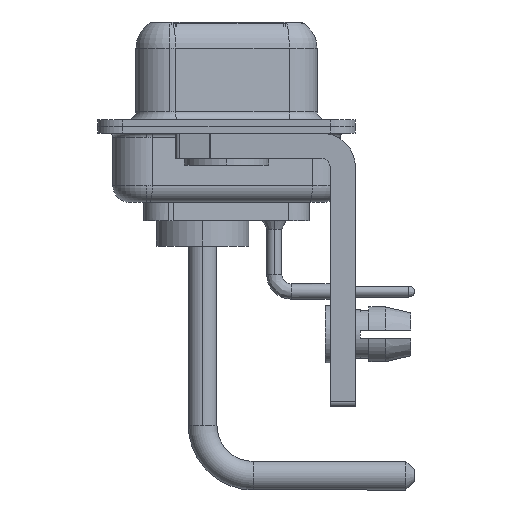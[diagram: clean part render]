
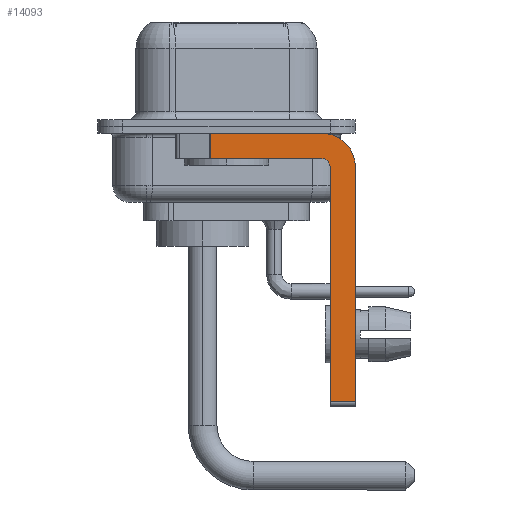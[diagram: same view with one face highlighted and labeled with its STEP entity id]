
A CAD part, left-side view. The second image highlights one B-rep face of the part: STEP entity #14093.
In plain terms, the highlighted planar face has unit normal (-1, 0, 0).
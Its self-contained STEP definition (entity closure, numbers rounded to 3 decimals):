
#473 = CARTESIAN_POINT ( 'NONE',  ( -2.9, -5.65, -2.4 ) ) ;
#778 = LINE ( 'NONE', #21086, #2461 ) ;
#797 = ORIENTED_EDGE ( 'NONE', *, *, #22120, .F. ) ;
#848 = VECTOR ( 'NONE', #11100, 1000. ) ;
#1859 = VECTOR ( 'NONE', #20946, 1000. ) ;
#2461 = VECTOR ( 'NONE', #8299, 1000. ) ;
#3458 = AXIS2_PLACEMENT_3D ( 'NONE', #473, #22439, #9908 ) ;
#4053 = VERTEX_POINT ( 'NONE', #7100 ) ;
#4233 = CARTESIAN_POINT ( 'NONE',  ( -2.9, -5.65, -1.9 ) ) ;
#4329 = EDGE_CURVE ( 'NONE', #6253, #6301, #20600, .T. ) ;
#4332 = VERTEX_POINT ( 'NONE', #19032 ) ;
#4445 = EDGE_CURVE ( 'NONE', #19933, #12766, #4818, .T. ) ;
#4818 = LINE ( 'NONE', #23203, #8360 ) ;
#4983 = ORIENTED_EDGE ( 'NONE', *, *, #4329, .F. ) ;
#5147 = EDGE_CURVE ( 'NONE', #12766, #18728, #13328, .T. ) ;
#6253 = VERTEX_POINT ( 'NONE', #18773 ) ;
#6301 = VERTEX_POINT ( 'NONE', #8377 ) ;
#6699 = ORIENTED_EDGE ( 'NONE', *, *, #4445, .F. ) ;
#6883 = CIRCLE ( 'NONE', #3458, 0.5 ) ;
#7100 = CARTESIAN_POINT ( 'NONE',  ( -2.9, -6.15, -16.35 ) ) ;
#7228 = AXIS2_PLACEMENT_3D ( 'NONE', #18835, #13330, #14891 ) ;
#7274 = ORIENTED_EDGE ( 'NONE', *, *, #5147, .F. ) ;
#7781 = ORIENTED_EDGE ( 'NONE', *, *, #12387, .F. ) ;
#8185 = PLANE ( 'NONE',  #18916 ) ;
#8299 = DIRECTION ( 'NONE',  ( 0., 0., 1. ) ) ;
#8360 = VECTOR ( 'NONE', #8873, 1000. ) ;
#8377 = CARTESIAN_POINT ( 'NONE',  ( -2.9, 0.978, -1.9 ) ) ;
#8873 = DIRECTION ( 'NONE',  ( 0., -1., 0. ) ) ;
#9427 = CARTESIAN_POINT ( 'NONE',  ( -2.9, -7.65, -2.4 ) ) ;
#9512 = LINE ( 'NONE', #16813, #9572 ) ;
#9572 = VECTOR ( 'NONE', #22172, 1000. ) ;
#9908 = DIRECTION ( 'NONE',  ( 0., 0., 1. ) ) ;
#10106 = CARTESIAN_POINT ( 'NONE',  ( -2.9, -5.65, -2.4 ) ) ;
#11085 = ORIENTED_EDGE ( 'NONE', *, *, #12347, .T. ) ;
#11100 = DIRECTION ( 'NONE',  ( 0., 0., -1. ) ) ;
#12347 = EDGE_CURVE ( 'NONE', #19933, #6301, #20962, .T. ) ;
#12387 = EDGE_CURVE ( 'NONE', #4053, #4332, #778, .T. ) ;
#12766 = VERTEX_POINT ( 'NONE', #13039 ) ;
#13039 = CARTESIAN_POINT ( 'NONE',  ( -2.9, -5.65, -0.4 ) ) ;
#13328 = CIRCLE ( 'NONE', #7228, 2. ) ;
#13330 = DIRECTION ( 'NONE',  ( 1., 0., 0. ) ) ;
#13667 = DIRECTION ( 'NONE',  ( 1., 0., 0. ) ) ;
#14093 = ADVANCED_FACE ( 'NONE', ( #15360 ), #8185, .F. ) ;
#14178 = VERTEX_POINT ( 'NONE', #21432 ) ;
#14568 = ORIENTED_EDGE ( 'NONE', *, *, #19775, .T. ) ;
#14687 = LINE ( 'NONE', #9427, #848 ) ;
#14891 = DIRECTION ( 'NONE',  ( 0., 0., -1. ) ) ;
#15037 = VECTOR ( 'NONE', #16695, 1000. ) ;
#15360 = FACE_OUTER_BOUND ( 'NONE', #17521, .T. ) ;
#16695 = DIRECTION ( 'NONE',  ( 0., 0., -1. ) ) ;
#16813 = CARTESIAN_POINT ( 'NONE',  ( -2.9, -5.65, -16.35 ) ) ;
#17136 = ORIENTED_EDGE ( 'NONE', *, *, #19287, .F. ) ;
#17496 = CARTESIAN_POINT ( 'NONE',  ( -2.9, 0.978, -1.9 ) ) ;
#17521 = EDGE_LOOP ( 'NONE', ( #6699, #11085, #4983, #17136, #7781, #14568, #797, #7274 ) ) ;
#17745 = CARTESIAN_POINT ( 'NONE',  ( -2.9, -7.65, -2.4 ) ) ;
#18728 = VERTEX_POINT ( 'NONE', #17745 ) ;
#18773 = CARTESIAN_POINT ( 'NONE',  ( -2.9, -5.65, -1.9 ) ) ;
#18835 = CARTESIAN_POINT ( 'NONE',  ( -2.9, -5.65, -2.4 ) ) ;
#18916 = AXIS2_PLACEMENT_3D ( 'NONE', #10106, #13667, #19167 ) ;
#19032 = CARTESIAN_POINT ( 'NONE',  ( -2.9, -6.15, -2.4 ) ) ;
#19167 = DIRECTION ( 'NONE',  ( 0., 0., -1. ) ) ;
#19287 = EDGE_CURVE ( 'NONE', #4332, #6253, #6883, .T. ) ;
#19775 = EDGE_CURVE ( 'NONE', #4053, #14178, #9512, .T. ) ;
#19933 = VERTEX_POINT ( 'NONE', #22998 ) ;
#20600 = LINE ( 'NONE', #4233, #1859 ) ;
#20946 = DIRECTION ( 'NONE',  ( 0., 1., 0. ) ) ;
#20962 = LINE ( 'NONE', #17496, #15037 ) ;
#21086 = CARTESIAN_POINT ( 'NONE',  ( -2.9, -6.15, -16.6 ) ) ;
#21432 = CARTESIAN_POINT ( 'NONE',  ( -2.9, -7.65, -16.35 ) ) ;
#22120 = EDGE_CURVE ( 'NONE', #18728, #14178, #14687, .T. ) ;
#22172 = DIRECTION ( 'NONE',  ( 0., -1., 0. ) ) ;
#22439 = DIRECTION ( 'NONE',  ( -1., 0., 0. ) ) ;
#22998 = CARTESIAN_POINT ( 'NONE',  ( -2.9, 0.978, -0.4 ) ) ;
#23203 = CARTESIAN_POINT ( 'NONE',  ( -2.9, 3., -0.4 ) ) ;
